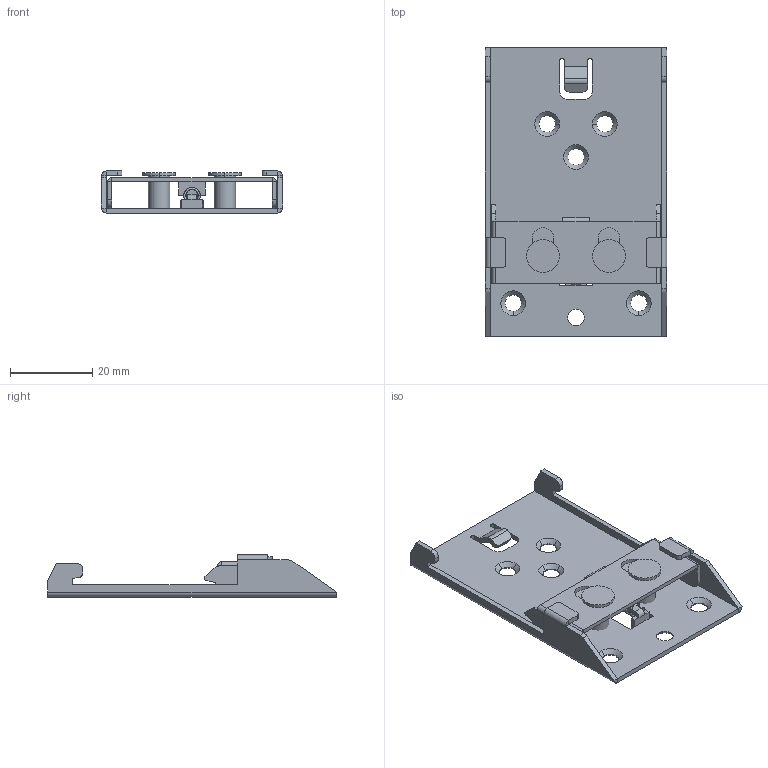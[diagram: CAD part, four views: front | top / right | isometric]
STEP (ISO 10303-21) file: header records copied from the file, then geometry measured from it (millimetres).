
FILE_DESCRIPTION (( 'STEP AP214' ), '1' );
FILE_NAME ('SEP1-DIN-RAIL-KIT.STEP', '2026-01-14T14:28:51', ( '' ), ( '' ), 'SwSTEP 2.0', 'SolidWorks 2024', '' );
FILE_SCHEMA (( 'AUTOMOTIVE_DESIGN' ));
Length unit declared in the file: inch
Products named in the file (1): SEP1-DIN-RAIL-KIT
Bounding box: 44 x 70 x 10.2 mm (x, y, z)
Volume: 5243.6 mm3; surface area: 10096.1 mm2
Topology: 5 solids, 5 shells, 238 faces, 556 edges, 334 vertices
Faces by surface type: plane 138, cylinder 75, cone 19, bspline 6
Entity records: 9202 total; most frequent: CARTESIAN_POINT 3616, DIRECTION 1166, ORIENTED_EDGE 1112, EDGE_CURVE 556, AXIS2_PLACEMENT_3D 407, VECTOR 352, LINE 352, VERTEX_POINT 334
